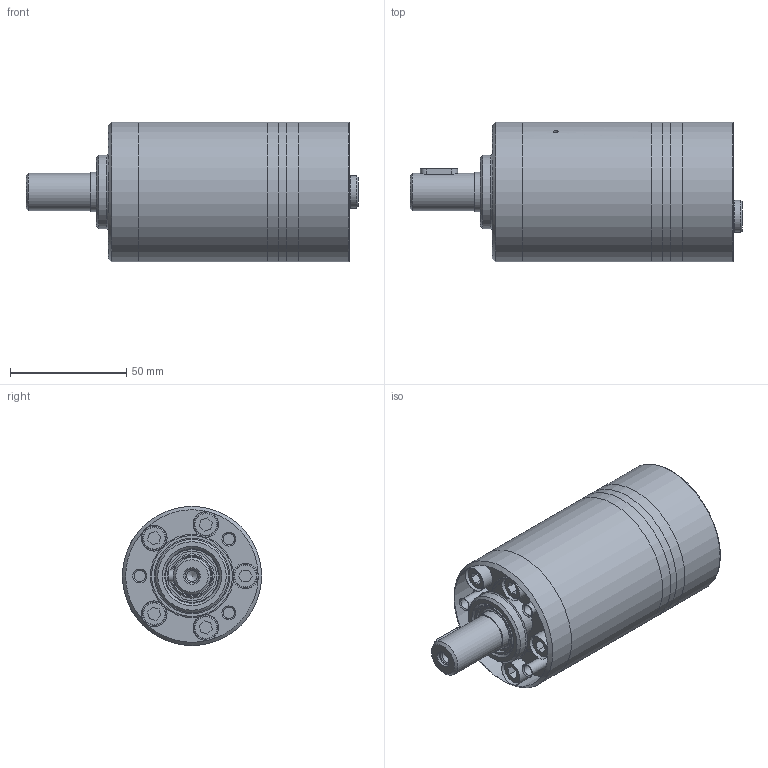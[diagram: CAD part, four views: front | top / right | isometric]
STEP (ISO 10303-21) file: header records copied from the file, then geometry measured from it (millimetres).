
FILE_DESCRIPTION(/* description */ ('STEP AP214'),/* implementation_level */ '2;1');
FILE_NAME(/* name */ 'MM8VCP',/* time_stamp */ '2023-02-17T11:56:35+01:00',/* author */ ('License CC BY-ND 4.0'),/* organization */ ('CADENAS'),/* preprocessor_version */ 'ST-DEVELOPER v18.102',/* originating_system */ 'PARTsolutions',/* authorisation */ ' ');
FILE_SCHEMA (('AUTOMOTIVE_DESIGN {1 0 10303 214 3 1 1}'));
Length unit declared in the file: millimetre
Products named in the file (8): MM8VCP; MMVCSH; MMP; MMVP; MM8D; MMVP2; MMBO; MMMF
Assembly tree (7 placements, depth 2):
  MM8VCP
    MMVCSH
    MMP
    MMVP
    MM8D
    MMVP2
    MMBO
    MMMF
Bounding box: 143.05 x 60 x 60 mm (x, y, z)
Volume: 291898.7 mm3; surface area: 65150.3 mm2
Topology: 7 solids, 7 shells, 196 faces, 409 edges, 260 vertices
Faces by surface type: plane 111, cylinder 51, cone 22, torus 12
Full cylindrical faces by diameter (mm): 2 x2, 4.917 x4, 6 x1, 8.4 x3, 10 x5, 11 x5, 13 x3, 13.8 x1, 13.9 x3, 14 x1, 14.95 x2, 16 x1, 16.93 x1, 17.3 x2, 21.1 x1, 23.5 x1, 25 x2, 31.5 x1, 32 x1, 35.8 x1, 60 x6
Entity records: 4883 total; most frequent: DIRECTION 846, CARTESIAN_POINT 794, ORIENTED_EDGE 620, AXIS2_PLACEMENT_3D 336, FACE_BOUND 324, EDGE_LOOP 319, EDGE_CURVE 310, VERTEX_POINT 248
